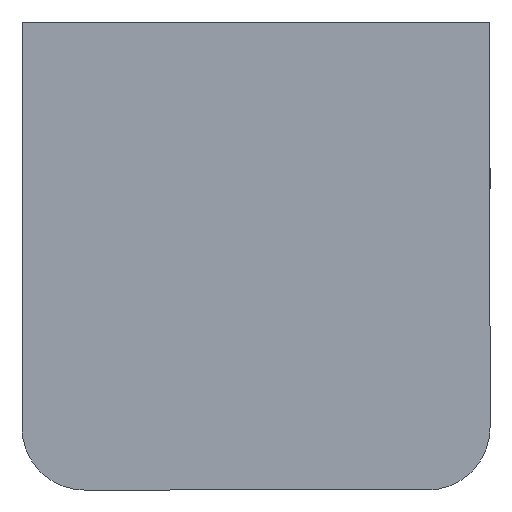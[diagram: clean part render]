
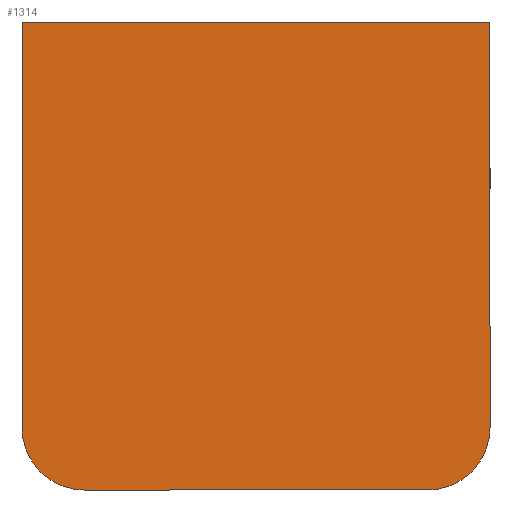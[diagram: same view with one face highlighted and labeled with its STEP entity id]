
A CAD part, left-side view. The second image highlights one B-rep face of the part: STEP entity #1314.
In plain terms, the highlighted face is planar.
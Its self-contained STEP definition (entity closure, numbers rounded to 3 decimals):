
#486 = DIRECTION ( 'NONE',  ( 0., 1., 0. ) ) ;
#914 = EDGE_CURVE ( 'NONE', #3673, #10395, #5098, .T. ) ;
#1314 = ADVANCED_FACE ( 'NONE', ( #7106 ), #7019, .F. ) ;
#1717 = CARTESIAN_POINT ( 'NONE',  ( 22.5, 0.6, 6. ) ) ;
#1795 = EDGE_CURVE ( 'NONE', #10395, #3561, #10888, .T. ) ;
#2478 = DIRECTION ( 'NONE',  ( 1., 0., 0. ) ) ;
#2639 = DIRECTION ( 'NONE',  ( 0., 0., 1. ) ) ;
#2886 = ORIENTED_EDGE ( 'NONE', *, *, #914, .F. ) ;
#3561 = VERTEX_POINT ( 'NONE', #1717 ) ;
#3673 = VERTEX_POINT ( 'NONE', #15295 ) ;
#3740 = ORIENTED_EDGE ( 'NONE', *, *, #16315, .F. ) ;
#3793 = DIRECTION ( 'NONE',  ( 0., 0., -1. ) ) ;
#5098 = LINE ( 'NONE', #10793, #8407 ) ;
#5322 = VERTEX_POINT ( 'NONE', #16240 ) ;
#6052 = CARTESIAN_POINT ( 'NONE',  ( -16.5, 0.6, 0. ) ) ;
#6564 = DIRECTION ( 'NONE',  ( 0., 0., -1. ) ) ;
#6689 = CARTESIAN_POINT ( 'NONE',  ( -16.5, 0.6, 6. ) ) ;
#7019 = PLANE ( 'NONE',  #17403 ) ;
#7106 = FACE_OUTER_BOUND ( 'NONE', #9680, .T. ) ;
#7823 = VERTEX_POINT ( 'NONE', #14340 ) ;
#7928 = EDGE_CURVE ( 'NONE', #3561, #5322, #13350, .T. ) ;
#8182 = DIRECTION ( 'NONE',  ( 0., 0., 1. ) ) ;
#8407 = VECTOR ( 'NONE', #2478, 1000. ) ;
#9123 = EDGE_CURVE ( 'NONE', #7823, #13960, #9487, .T. ) ;
#9487 = CIRCLE ( 'NONE', #16685, 6. ) ;
#9680 = EDGE_LOOP ( 'NONE', ( #16342, #2886, #11470, #15893, #3740, #13983 ) ) ;
#10395 = VERTEX_POINT ( 'NONE', #12735 ) ;
#10428 = EDGE_CURVE ( 'NONE', #13960, #3673, #18388, .T. ) ;
#10793 = CARTESIAN_POINT ( 'NONE',  ( -22.5, 0.6, 45. ) ) ;
#10888 = LINE ( 'NONE', #16623, #15012 ) ;
#11470 = ORIENTED_EDGE ( 'NONE', *, *, #10428, .F. ) ;
#12728 = CARTESIAN_POINT ( 'NONE',  ( -16.5, 0.6, 6. ) ) ;
#12735 = CARTESIAN_POINT ( 'NONE',  ( 22.5, 0.6, 45. ) ) ;
#12820 = DIRECTION ( 'NONE',  ( 0., 0., 1. ) ) ;
#13078 = DIRECTION ( 'NONE',  ( -1., 0., 0. ) ) ;
#13186 = CARTESIAN_POINT ( 'NONE',  ( -22.5, 0.6, 6. ) ) ;
#13306 = CARTESIAN_POINT ( 'NONE',  ( 16.5, 0.6, 6. ) ) ;
#13350 = CIRCLE ( 'NONE', #16947, 6. ) ;
#13960 = VERTEX_POINT ( 'NONE', #13186 ) ;
#13983 = ORIENTED_EDGE ( 'NONE', *, *, #7928, .F. ) ;
#14340 = CARTESIAN_POINT ( 'NONE',  ( -16.5, 0.6, 0. ) ) ;
#14582 = LINE ( 'NONE', #6052, #18153 ) ;
#15012 = VECTOR ( 'NONE', #3793, 1000. ) ;
#15295 = CARTESIAN_POINT ( 'NONE',  ( -22.5, 0.6, 45. ) ) ;
#15544 = VECTOR ( 'NONE', #2639, 1000. ) ;
#15561 = CARTESIAN_POINT ( 'NONE',  ( -22.5, 0.6, 6. ) ) ;
#15893 = ORIENTED_EDGE ( 'NONE', *, *, #9123, .F. ) ;
#16240 = CARTESIAN_POINT ( 'NONE',  ( 16.5, 0.6, 0. ) ) ;
#16315 = EDGE_CURVE ( 'NONE', #5322, #7823, #14582, .T. ) ;
#16342 = ORIENTED_EDGE ( 'NONE', *, *, #1795, .F. ) ;
#16623 = CARTESIAN_POINT ( 'NONE',  ( 22.5, 0.6, 6. ) ) ;
#16685 = AXIS2_PLACEMENT_3D ( 'NONE', #6689, #16720, #8182 ) ;
#16720 = DIRECTION ( 'NONE',  ( 0., 1., 0. ) ) ;
#16947 = AXIS2_PLACEMENT_3D ( 'NONE', #13306, #486, #6564 ) ;
#17403 = AXIS2_PLACEMENT_3D ( 'NONE', #12728, #18476, #12820 ) ;
#18153 = VECTOR ( 'NONE', #13078, 1000. ) ;
#18388 = LINE ( 'NONE', #15561, #15544 ) ;
#18476 = DIRECTION ( 'NONE',  ( 0., 1., 0. ) ) ;
